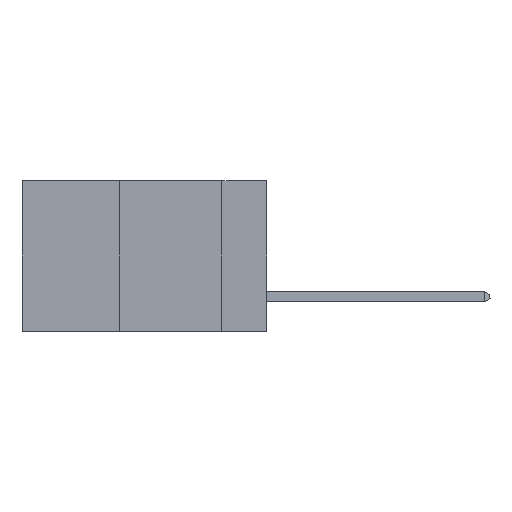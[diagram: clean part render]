
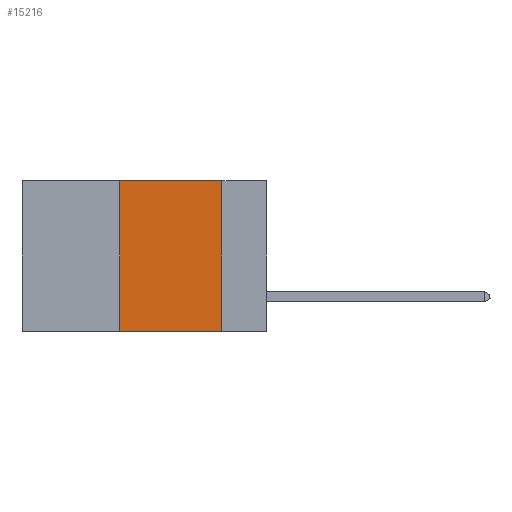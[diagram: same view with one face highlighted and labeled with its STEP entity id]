
A CAD part, left-side view. The second image highlights one B-rep face of the part: STEP entity #15216.
In plain terms, the highlighted planar face has unit normal (-1, 0, 0).
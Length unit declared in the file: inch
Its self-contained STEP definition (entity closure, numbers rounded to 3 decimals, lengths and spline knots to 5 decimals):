
#512 = EDGE_CURVE ( 'NONE', #5611, #3135, #6371, .T. ) ;
#2120 = ORIENTED_EDGE ( 'NONE', *, *, #512, .T. ) ;
#2126 = VECTOR ( 'NONE', #16273, 39.37008 ) ;
#2403 = EDGE_CURVE ( 'NONE', #5611, #7855, #10791, .T. ) ;
#2407 = CARTESIAN_POINT ( 'NONE',  ( 0., 0.6, 0. ) ) ;
#3135 = VERTEX_POINT ( 'NONE', #8921 ) ;
#3437 = FACE_OUTER_BOUND ( 'NONE', #13680, .T. ) ;
#4948 = CARTESIAN_POINT ( 'NONE',  ( 0., 0.6, 0. ) ) ;
#5611 = VERTEX_POINT ( 'NONE', #13364 ) ;
#6371 = LINE ( 'NONE', #14970, #2126 ) ;
#7855 = VERTEX_POINT ( 'NONE', #14056 ) ;
#8025 = DIRECTION ( 'NONE',  ( 0., -1., 0. ) ) ;
#8133 = VERTEX_POINT ( 'NONE', #18481 ) ;
#8395 = LINE ( 'NONE', #11834, #8653 ) ;
#8653 = VECTOR ( 'NONE', #8685, 39.37008 ) ;
#8685 = DIRECTION ( 'NONE',  ( 0., 0., -1. ) ) ;
#8921 = CARTESIAN_POINT ( 'NONE',  ( 0., 0.11, -0.37 ) ) ;
#9785 = VECTOR ( 'NONE', #16995, 39.37008 ) ;
#9921 = EDGE_CURVE ( 'NONE', #8133, #3135, #8395, .T. ) ;
#10203 = PLANE ( 'NONE',  #10898 ) ;
#10358 = ORIENTED_EDGE ( 'NONE', *, *, #14917, .F. ) ;
#10791 = LINE ( 'NONE', #18427, #9785 ) ;
#10898 = AXIS2_PLACEMENT_3D ( 'NONE', #2407, #14992, #16716 ) ;
#11834 = CARTESIAN_POINT ( 'NONE',  ( 0., 0.11, 0. ) ) ;
#13364 = CARTESIAN_POINT ( 'NONE',  ( 0., 0.36, -0.37 ) ) ;
#13680 = EDGE_LOOP ( 'NONE', ( #19974, #10358, #13781, #2120 ) ) ;
#13781 = ORIENTED_EDGE ( 'NONE', *, *, #2403, .F. ) ;
#14056 = CARTESIAN_POINT ( 'NONE',  ( 0., 0.36, 0. ) ) ;
#14917 = EDGE_CURVE ( 'NONE', #7855, #8133, #15701, .T. ) ;
#14970 = CARTESIAN_POINT ( 'NONE',  ( 0., 0.6, -0.37 ) ) ;
#14992 = DIRECTION ( 'NONE',  ( 1., 0., 0. ) ) ;
#15216 = ADVANCED_FACE ( 'NONE', ( #3437 ), #10203, .F. ) ;
#15218 = VECTOR ( 'NONE', #8025, 39.37008 ) ;
#15701 = LINE ( 'NONE', #4948, #15218 ) ;
#16273 = DIRECTION ( 'NONE',  ( 0., -1., 0. ) ) ;
#16716 = DIRECTION ( 'NONE',  ( 0., 0., -1. ) ) ;
#16995 = DIRECTION ( 'NONE',  ( 0., 0., 1. ) ) ;
#18427 = CARTESIAN_POINT ( 'NONE',  ( 0., 0.36, 0. ) ) ;
#18481 = CARTESIAN_POINT ( 'NONE',  ( 0., 0.11, 0. ) ) ;
#19974 = ORIENTED_EDGE ( 'NONE', *, *, #9921, .F. ) ;
